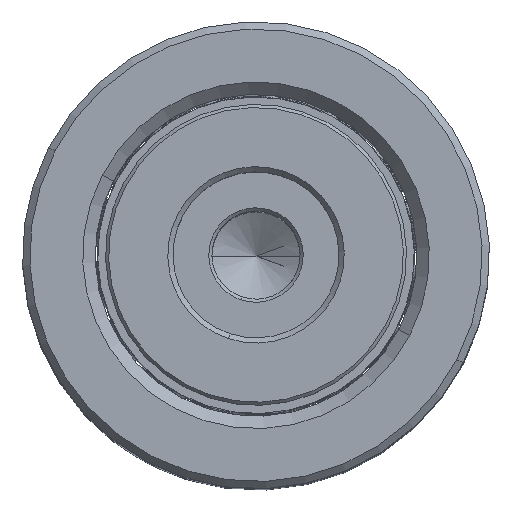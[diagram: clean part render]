
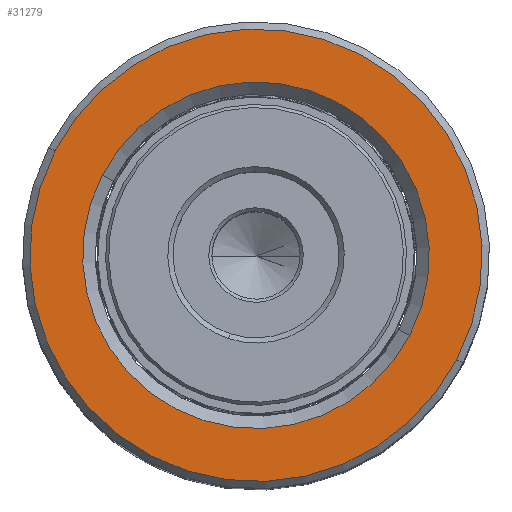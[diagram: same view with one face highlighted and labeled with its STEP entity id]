
A CAD part, top view. The second image highlights one B-rep face of the part: STEP entity #31279.
In plain terms, the highlighted planar face has unit normal (0, 0, 1).
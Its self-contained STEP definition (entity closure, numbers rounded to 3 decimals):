
#287 = DIRECTION ( 'NONE',  ( 0., 0., 1. ) ) ;
#1019 = EDGE_CURVE ( 'NONE', #17111, #1607, #7096, .T. ) ;
#1332 = DIRECTION ( 'NONE',  ( 0., 0., -1. ) ) ;
#1607 = VERTEX_POINT ( 'NONE', #17778 ) ;
#2858 = CARTESIAN_POINT ( 'NONE',  ( 0., 0., 80. ) ) ;
#3001 = ORIENTED_EDGE ( 'NONE', *, *, #1019, .T. ) ;
#3188 = ORIENTED_EDGE ( 'NONE', *, *, #31848, .T. ) ;
#4954 = CIRCLE ( 'NONE', #23462, 21.8 ) ;
#7096 = CIRCLE ( 'NONE', #7928, 16.7 ) ;
#7537 = DIRECTION ( 'NONE',  ( 1., 0., 0. ) ) ;
#7814 = FACE_BOUND ( 'NONE', #11985, .T. ) ;
#7928 = AXIS2_PLACEMENT_3D ( 'NONE', #29831, #36396, #36132 ) ;
#11375 = AXIS2_PLACEMENT_3D ( 'NONE', #25892, #19731, #7537 ) ;
#11580 = CARTESIAN_POINT ( 'NONE',  ( 21.8, 0., 80. ) ) ;
#11687 = AXIS2_PLACEMENT_3D ( 'NONE', #19826, #1332, #22414 ) ;
#11985 = EDGE_LOOP ( 'NONE', ( #3001, #22335 ) ) ;
#12758 = EDGE_CURVE ( 'NONE', #1607, #17111, #35066, .T. ) ;
#13142 = VERTEX_POINT ( 'NONE', #23447 ) ;
#13178 = PLANE ( 'NONE',  #11375 ) ;
#15170 = ORIENTED_EDGE ( 'NONE', *, *, #38452, .T. ) ;
#16155 = DIRECTION ( 'NONE',  ( 1., 0., 0. ) ) ;
#17111 = VERTEX_POINT ( 'NONE', #20696 ) ;
#17142 = VERTEX_POINT ( 'NONE', #11580 ) ;
#17778 = CARTESIAN_POINT ( 'NONE',  ( -16.7, 0., 80. ) ) ;
#19731 = DIRECTION ( 'NONE',  ( 0., 0., 1. ) ) ;
#19826 = CARTESIAN_POINT ( 'NONE',  ( 0., 0., 80. ) ) ;
#20696 = CARTESIAN_POINT ( 'NONE',  ( 16.7, 0., 80. ) ) ;
#21473 = DIRECTION ( 'NONE',  ( 1., 0., 0. ) ) ;
#21905 = DIRECTION ( 'NONE',  ( 0., 0., 1. ) ) ;
#22018 = AXIS2_PLACEMENT_3D ( 'NONE', #2858, #287, #21473 ) ;
#22335 = ORIENTED_EDGE ( 'NONE', *, *, #12758, .T. ) ;
#22414 = DIRECTION ( 'NONE',  ( 1., 0., 0. ) ) ;
#23447 = CARTESIAN_POINT ( 'NONE',  ( -21.8, 0., 80. ) ) ;
#23462 = AXIS2_PLACEMENT_3D ( 'NONE', #37530, #21905, #16155 ) ;
#25892 = CARTESIAN_POINT ( 'NONE',  ( 0., 0., 80. ) ) ;
#26954 = FACE_OUTER_BOUND ( 'NONE', #28307, .T. ) ;
#28307 = EDGE_LOOP ( 'NONE', ( #15170, #3188 ) ) ;
#29831 = CARTESIAN_POINT ( 'NONE',  ( 0., 0., 80. ) ) ;
#31279 = ADVANCED_FACE ( 'NONE', ( #26954, #7814 ), #13178, .T. ) ;
#31848 = EDGE_CURVE ( 'NONE', #17142, #13142, #4954, .T. ) ;
#35066 = CIRCLE ( 'NONE', #11687, 16.7 ) ;
#36132 = DIRECTION ( 'NONE',  ( 1., 0., 0. ) ) ;
#36343 = CIRCLE ( 'NONE', #22018, 21.8 ) ;
#36396 = DIRECTION ( 'NONE',  ( 0., 0., -1. ) ) ;
#37530 = CARTESIAN_POINT ( 'NONE',  ( 0., 0., 80. ) ) ;
#38452 = EDGE_CURVE ( 'NONE', #13142, #17142, #36343, .T. ) ;
